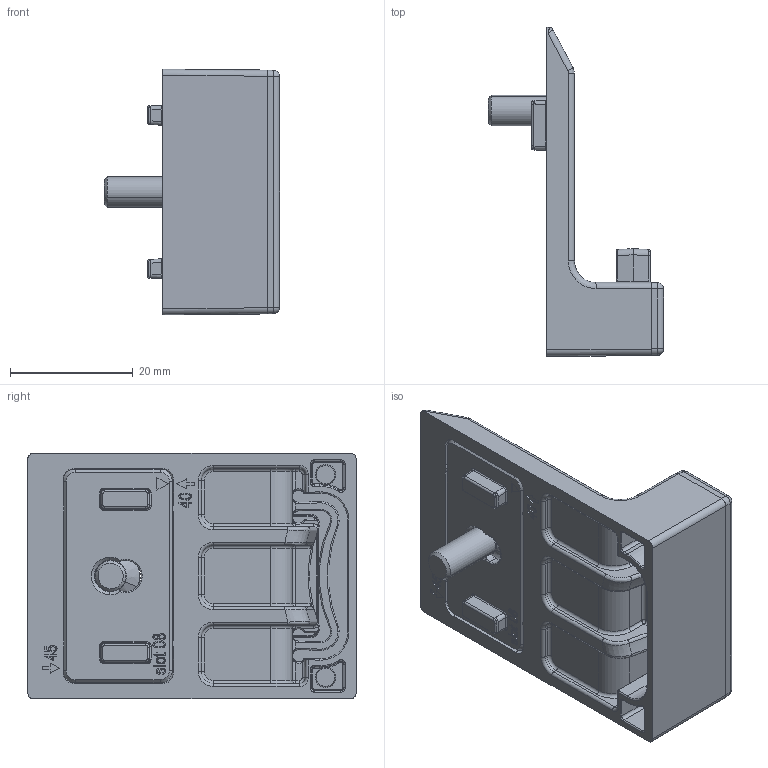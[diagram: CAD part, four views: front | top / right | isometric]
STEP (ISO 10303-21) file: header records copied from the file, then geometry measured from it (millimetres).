
FILE_DESCRIPTION (( 'STEP AP214' ), '1' );
FILE_NAME ('093110.STEP', '2016-06-08T06:48:15', ( '' ), ( '' ), 'SwSTEP 2.0', 'SolidWorks 2016', '' );
FILE_SCHEMA (( 'AUTOMOTIVE_DESIGN' ));
Length unit declared in the file: millimetre
Products named in the file (6): 093110R07; 093111R06; Countersunk head screw ISO 10642 - M5x14_ISO 10642 - M5 ; 093111R02; 093111R01; 093110
Assembly tree (5 placements, depth 2):
  093110
    093111R01
    093111R02
    Countersunk head screw ISO 10642 - M5x14_ISO 10642 - M5 
    093111R06
    093110R07
Bounding box: 28.5 x 53.5 x 40 mm (x, y, z)
Volume: 12243.4 mm3; surface area: 12013.8 mm2
Topology: 5 solids, 5 shells, 973 faces, 2397 edges, 1447 vertices
Faces by surface type: plane 294, cylinder 292, bspline 241, torus 100, cone 36, sphere 10
Entity records: 36411 total; most frequent: CARTESIAN_POINT 15072, ORIENTED_EDGE 4750, DIRECTION 3979, EDGE_CURVE 2375, VERTEX_POINT 1447, AXIS2_PLACEMENT_3D 1434, VECTOR 1111, LINE 1111
